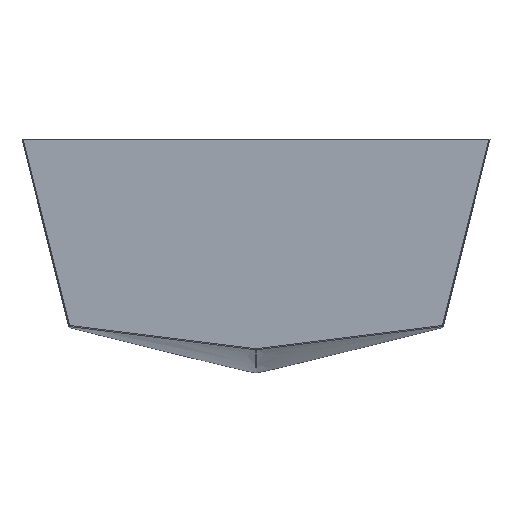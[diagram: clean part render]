
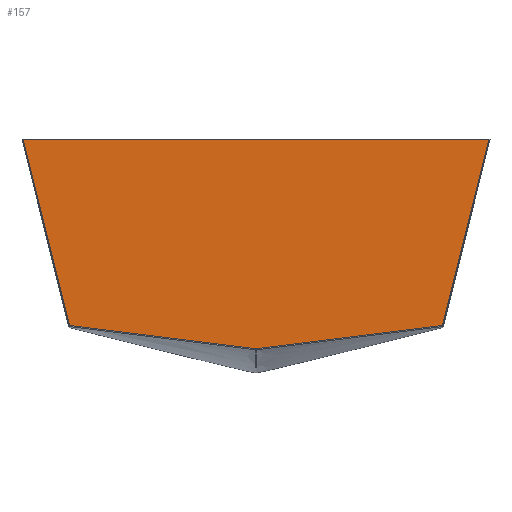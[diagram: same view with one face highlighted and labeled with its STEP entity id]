
A CAD part, top view. The second image highlights one B-rep face of the part: STEP entity #157.
In plain terms, the highlighted free-form (B-spline) face has degree [1, 1] with [2, 2] control points.
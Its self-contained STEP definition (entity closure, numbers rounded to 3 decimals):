
#31 = VERTEX_POINT('',#32);
#32 = CARTESIAN_POINT('',(-956.496,0.,4.782));
#37 = EDGE_CURVE('',#38,#31,#40,.T.);
#38 = VERTEX_POINT('',#39);
#39 = CARTESIAN_POINT('',(956.496,0.,4.782));
#40 = B_SPLINE_CURVE_WITH_KNOTS('',1,(#41,#42),.UNSPECIFIED.,.F.,.F.,(2,
    2),(0.,2000.),.PIECEWISE_BEZIER_KNOTS.);
#41 = CARTESIAN_POINT('',(956.496,0.,4.782));
#42 = CARTESIAN_POINT('',(-956.496,0.,4.782));
#65 = VERTEX_POINT('',#66);
#66 = CARTESIAN_POINT('',(-765.196,-765.196,4.782
    ));
#71 = EDGE_CURVE('',#31,#65,#72,.T.);
#72 = B_SPLINE_CURVE_WITH_KNOTS('',1,(#73,#74),.UNSPECIFIED.,.F.,.F.,(2,
    2),(0.,824.621),.PIECEWISE_BEZIER_KNOTS.);
#73 = CARTESIAN_POINT('',(-956.496,0.,4.782));
#74 = CARTESIAN_POINT('',(-765.196,-765.196,4.782
    ));
#93 = VERTEX_POINT('',#94);
#94 = CARTESIAN_POINT('',(0.,-860.846,
    4.782));
#99 = EDGE_CURVE('',#65,#93,#100,.T.);
#100 = B_SPLINE_CURVE_WITH_KNOTS('',1,(#101,#102),.UNSPECIFIED.,.F.,.F.,
  (2,2),(0.,806.226),.PIECEWISE_BEZIER_KNOTS.);
#101 = CARTESIAN_POINT('',(-765.196,-765.196,
    4.782));
#102 = CARTESIAN_POINT('',(0.,-860.846,4.782));
#121 = VERTEX_POINT('',#122);
#122 = CARTESIAN_POINT('',(765.196,-765.196,
    4.782));
#127 = EDGE_CURVE('',#93,#121,#128,.T.);
#128 = B_SPLINE_CURVE_WITH_KNOTS('',1,(#129,#130),.UNSPECIFIED.,.F.,.F.,
  (2,2),(-806.226,0.),.PIECEWISE_BEZIER_KNOTS.);
#129 = CARTESIAN_POINT('',(0.,-860.846,4.782));
#130 = CARTESIAN_POINT('',(765.196,-765.196,
    4.782));
#147 = EDGE_CURVE('',#121,#38,#148,.T.);
#148 = B_SPLINE_CURVE_WITH_KNOTS('',1,(#149,#150),.UNSPECIFIED.,.F.,.F.,
  (2,2),(-824.621,0.),.PIECEWISE_BEZIER_KNOTS.);
#149 = CARTESIAN_POINT('',(765.196,-765.196,
    4.782));
#150 = CARTESIAN_POINT('',(956.496,0.,4.782));
#157 = ADVANCED_FACE('',(#158),#165,.T.);
#158 = FACE_BOUND('',#159,.T.);
#159 = EDGE_LOOP('',(#160,#161,#162,#163,#164));
#160 = ORIENTED_EDGE('',*,*,#37,.T.);
#161 = ORIENTED_EDGE('',*,*,#71,.T.);
#162 = ORIENTED_EDGE('',*,*,#99,.T.);
#163 = ORIENTED_EDGE('',*,*,#127,.T.);
#164 = ORIENTED_EDGE('',*,*,#147,.T.);
#165 = B_SPLINE_SURFACE_WITH_KNOTS('',1,1,(
    (#166,#167)
    ,(#168,#169
  )),.UNSPECIFIED.,.F.,.F.,.F.,(2,2),(2,2),(-1000.,1000.),(-900.,0.),
  .PIECEWISE_BEZIER_KNOTS.);
#166 = CARTESIAN_POINT('',(-956.496,-860.846,
    4.782));
#167 = CARTESIAN_POINT('',(-956.496,0.,4.782));
#168 = CARTESIAN_POINT('',(956.496,-860.846,
    4.782));
#169 = CARTESIAN_POINT('',(956.496,0.,4.782));
